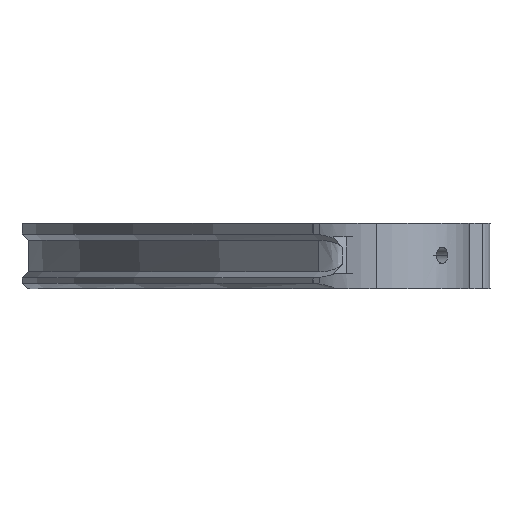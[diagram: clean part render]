
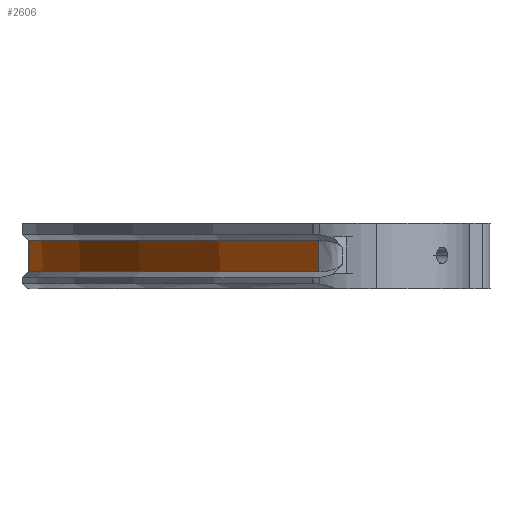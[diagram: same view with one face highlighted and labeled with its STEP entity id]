
A CAD part, front view. The second image highlights one B-rep face of the part: STEP entity #2606.
In plain terms, the highlighted cylindrical face has radius 178.9 mm (diameter 357.8 mm), a partial arc.
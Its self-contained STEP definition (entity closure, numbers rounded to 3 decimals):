
#21 = CARTESIAN_POINT ( 'NONE',  ( -125.906, -130.608, 4.316 ) ) ;
#112 = VECTOR ( 'NONE', #2934, 1000. ) ;
#262 = VERTEX_POINT ( 'NONE', #4845 ) ;
#275 = FACE_OUTER_BOUND ( 'NONE', #3169, .T. ) ;
#302 = CARTESIAN_POINT ( 'NONE',  ( 0., -3.513, -3.584 ) ) ;
#334 = CARTESIAN_POINT ( 'NONE',  ( -131.099, 118.217, 1.416 ) ) ;
#360 = CARTESIAN_POINT ( 'NONE',  ( -125.906, -130.608, 2.383 ) ) ;
#448 = CARTESIAN_POINT ( 'NONE',  ( -131.1, 118.216, -1.484 ) ) ;
#664 = LINE ( 'NONE', #1968, #112 ) ;
#681 = VERTEX_POINT ( 'NONE', #334 ) ;
#691 = DIRECTION ( 'NONE',  ( 0., 0., 1. ) ) ;
#749 = DIRECTION ( 'NONE',  ( 0., 0., -1. ) ) ;
#866 = EDGE_CURVE ( 'NONE', #1959, #262, #664, .T. ) ;
#1512 = B_SPLINE_CURVE_WITH_KNOTS ( 'NONE', 3,
 ( #4231, #2745, #2408, #448 ),
 .UNSPECIFIED., .F., .F.,
 ( 4, 4 ),
 ( 0., 1. ),
 .UNSPECIFIED. ) ;
#1521 = B_SPLINE_CURVE_WITH_KNOTS ( 'NONE', 3,
 ( #4047, #5340, #360, #3039 ),
 .UNSPECIFIED., .F., .F.,
 ( 4, 4 ),
 ( 0., 1. ),
 .UNSPECIFIED. ) ;
#1522 = ORIENTED_EDGE ( 'NONE', *, *, #1929, .T. ) ;
#1590 = CIRCLE ( 'NONE', #5561, 178.9 ) ;
#1657 = ORIENTED_EDGE ( 'NONE', *, *, #2358, .F. ) ;
#1729 = CYLINDRICAL_SURFACE ( 'NONE', #4484, 178.9 ) ;
#1876 = ORIENTED_EDGE ( 'NONE', *, *, #5753, .T. ) ;
#1903 = DIRECTION ( 'NONE',  ( 0., 0., -1. ) ) ;
#1929 = EDGE_CURVE ( 'NONE', #5371, #5962, #1512, .T. ) ;
#1934 = CARTESIAN_POINT ( 'NONE',  ( 0., -3.513, 4.316 ) ) ;
#1959 = VERTEX_POINT ( 'NONE', #2808 ) ;
#1968 = CARTESIAN_POINT ( 'NONE',  ( -108.829, 138.478, -3.584 ) ) ;
#2028 = DIRECTION ( 'NONE',  ( 0., 0., -1. ) ) ;
#2344 = DIRECTION ( 'NONE',  ( 0., 0., -1. ) ) ;
#2358 = EDGE_CURVE ( 'NONE', #3759, #5962, #5157, .T. ) ;
#2408 = CARTESIAN_POINT ( 'NONE',  ( -131.099, 118.217, -1.485 ) ) ;
#2461 = AXIS2_PLACEMENT_3D ( 'NONE', #5060, #2344, #5492 ) ;
#2606 = ADVANCED_FACE ( 'NONE', ( #275 ), #1729, .T. ) ;
#2745 = CARTESIAN_POINT ( 'NONE',  ( -131.099, 118.217, -1.486 ) ) ;
#2808 = CARTESIAN_POINT ( 'NONE',  ( -108.829, 138.478, 4.316 ) ) ;
#2868 = AXIS2_PLACEMENT_3D ( 'NONE', #4838, #691, #4389 ) ;
#2934 = DIRECTION ( 'NONE',  ( 0., 0., -1. ) ) ;
#3039 = CARTESIAN_POINT ( 'NONE',  ( -125.906, -130.608, 4.316 ) ) ;
#3169 = EDGE_LOOP ( 'NONE', ( #5763, #3417, #5417, #4914, #1522, #1657, #1876 ) ) ;
#3251 = EDGE_CURVE ( 'NONE', #3268, #1959, #1590, .T. ) ;
#3268 = VERTEX_POINT ( 'NONE', #21 ) ;
#3314 = DIRECTION ( 'NONE',  ( 0., 1., 0. ) ) ;
#3417 = ORIENTED_EDGE ( 'NONE', *, *, #866, .T. ) ;
#3536 = VECTOR ( 'NONE', #2028, 1000. ) ;
#3595 = CARTESIAN_POINT ( 'NONE',  ( -131.099, 118.217, -1.487 ) ) ;
#3759 = VERTEX_POINT ( 'NONE', #5327 ) ;
#3812 = LINE ( 'NONE', #4334, #3536 ) ;
#3924 = CIRCLE ( 'NONE', #2868, 178.9 ) ;
#4047 = CARTESIAN_POINT ( 'NONE',  ( -125.906, -130.608, -1.484 ) ) ;
#4231 = CARTESIAN_POINT ( 'NONE',  ( -131.099, 118.217, -1.487 ) ) ;
#4334 = CARTESIAN_POINT ( 'NONE',  ( -131.099, 118.217, -3.584 ) ) ;
#4389 = DIRECTION ( 'NONE',  ( 0., 1., 0. ) ) ;
#4394 = DIRECTION ( 'NONE',  ( 0., 1., 0. ) ) ;
#4445 = EDGE_CURVE ( 'NONE', #681, #5371, #3812, .T. ) ;
#4484 = AXIS2_PLACEMENT_3D ( 'NONE', #302, #749, #4394 ) ;
#4838 = CARTESIAN_POINT ( 'NONE',  ( 0., -3.513, 1.416 ) ) ;
#4845 = CARTESIAN_POINT ( 'NONE',  ( -108.829, 138.478, 1.416 ) ) ;
#4914 = ORIENTED_EDGE ( 'NONE', *, *, #4445, .T. ) ;
#5060 = CARTESIAN_POINT ( 'NONE',  ( 0., -3.513, -1.484 ) ) ;
#5157 = CIRCLE ( 'NONE', #2461, 178.9 ) ;
#5327 = CARTESIAN_POINT ( 'NONE',  ( -125.906, -130.608, -1.484 ) ) ;
#5332 = EDGE_CURVE ( 'NONE', #262, #681, #3924, .T. ) ;
#5340 = CARTESIAN_POINT ( 'NONE',  ( -125.906, -130.608, 0.449 ) ) ;
#5371 = VERTEX_POINT ( 'NONE', #3595 ) ;
#5417 = ORIENTED_EDGE ( 'NONE', *, *, #5332, .T. ) ;
#5492 = DIRECTION ( 'NONE',  ( 0., 1., 0. ) ) ;
#5534 = CARTESIAN_POINT ( 'NONE',  ( -131.1, 118.216, -1.484 ) ) ;
#5561 = AXIS2_PLACEMENT_3D ( 'NONE', #1934, #1903, #3314 ) ;
#5753 = EDGE_CURVE ( 'NONE', #3759, #3268, #1521, .T. ) ;
#5763 = ORIENTED_EDGE ( 'NONE', *, *, #3251, .T. ) ;
#5962 = VERTEX_POINT ( 'NONE', #5534 ) ;
